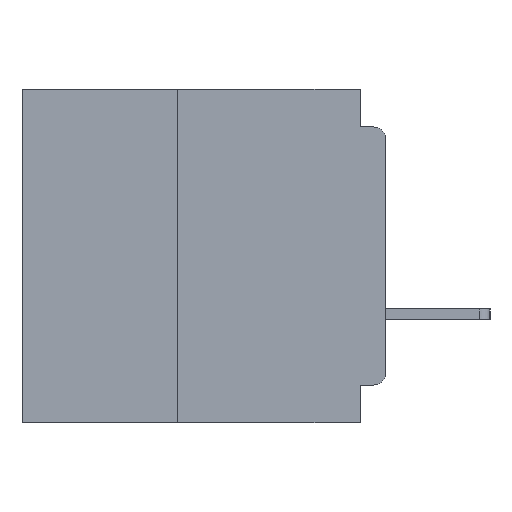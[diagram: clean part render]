
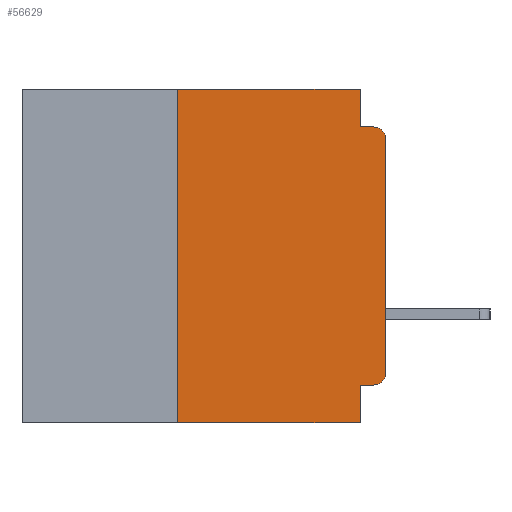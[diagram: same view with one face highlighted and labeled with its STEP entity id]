
A CAD part, left-side view. The second image highlights one B-rep face of the part: STEP entity #56629.
In plain terms, the highlighted planar face has unit normal (-1, 0, 0).
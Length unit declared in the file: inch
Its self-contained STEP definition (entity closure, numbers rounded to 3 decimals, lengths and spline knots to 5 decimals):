
#359 = EDGE_CURVE ( 'NONE', #56674, #61018, #59261, .T. ) ;
#1132 = DIRECTION ( 'NONE',  ( 0., 0., -1. ) ) ;
#3131 = EDGE_CURVE ( 'NONE', #9462, #5000, #9431, .T. ) ;
#3414 = EDGE_CURVE ( 'NONE', #13168, #24964, #20187, .T. ) ;
#4076 = VERTEX_POINT ( 'NONE', #63571 ) ;
#4666 = EDGE_CURVE ( 'NONE', #61018, #62168, #22418, .T. ) ;
#4877 = CARTESIAN_POINT ( 'NONE',  ( 0., 0., -0.355 ) ) ;
#5000 = VERTEX_POINT ( 'NONE', #7407 ) ;
#5542 = CARTESIAN_POINT ( 'NONE',  ( 0., 0.031, -0.045 ) ) ;
#5718 = CARTESIAN_POINT ( 'NONE',  ( 0., 0.031, -0.4 ) ) ;
#6576 = VECTOR ( 'NONE', #50626, 39.37008 ) ;
#6891 = VECTOR ( 'NONE', #48036, 39.37008 ) ;
#7407 = CARTESIAN_POINT ( 'NONE',  ( 0., 0.031, -0.4 ) ) ;
#8941 = ORIENTED_EDGE ( 'NONE', *, *, #18813, .T. ) ;
#9181 = VECTOR ( 'NONE', #59197, 39.37008 ) ;
#9431 = LINE ( 'NONE', #5718, #21114 ) ;
#9462 = VERTEX_POINT ( 'NONE', #63891 ) ;
#9911 = DIRECTION ( 'NONE',  ( 0., 1., 0. ) ) ;
#13168 = VERTEX_POINT ( 'NONE', #43156 ) ;
#13233 = CARTESIAN_POINT ( 'NONE',  ( 0., 0., -0.045 ) ) ;
#14411 = VECTOR ( 'NONE', #18244, 39.37008 ) ;
#15543 = ORIENTED_EDGE ( 'NONE', *, *, #49189, .F. ) ;
#16870 = CARTESIAN_POINT ( 'NONE',  ( 0., 0.015, -0.06 ) ) ;
#17079 = VERTEX_POINT ( 'NONE', #50163 ) ;
#17154 = ORIENTED_EDGE ( 'NONE', *, *, #3131, .F. ) ;
#17510 = PLANE ( 'NONE',  #18055 ) ;
#18055 = AXIS2_PLACEMENT_3D ( 'NONE', #27423, #62008, #32432 ) ;
#18244 = DIRECTION ( 'NONE',  ( 0., -1., 0. ) ) ;
#18813 = EDGE_CURVE ( 'NONE', #17079, #5000, #23334, .T. ) ;
#20187 = LINE ( 'NONE', #52990, #6891 ) ;
#20256 = EDGE_CURVE ( 'NONE', #27516, #9462, #27024, .T. ) ;
#21114 = VECTOR ( 'NONE', #60075, 39.37008 ) ;
#21824 = VECTOR ( 'NONE', #43126, 39.37008 ) ;
#21831 = DIRECTION ( 'NONE',  ( 0., 0., -1. ) ) ;
#21974 = CIRCLE ( 'NONE', #33087, 0.015 ) ;
#22418 = LINE ( 'NONE', #44232, #9181 ) ;
#22863 = VECTOR ( 'NONE', #47402, 39.37008 ) ;
#23334 = LINE ( 'NONE', #38205, #21824 ) ;
#23590 = ORIENTED_EDGE ( 'NONE', *, *, #3414, .T. ) ;
#24964 = VERTEX_POINT ( 'NONE', #60705 ) ;
#27024 = LINE ( 'NONE', #4877, #51670 ) ;
#27423 = CARTESIAN_POINT ( 'NONE',  ( 0., 0.437, 0. ) ) ;
#27516 = VERTEX_POINT ( 'NONE', #60884 ) ;
#28321 = EDGE_CURVE ( 'NONE', #62168, #4076, #53764, .T. ) ;
#28883 = FACE_OUTER_BOUND ( 'NONE', #43565, .T. ) ;
#29921 = ORIENTED_EDGE ( 'NONE', *, *, #28321, .F. ) ;
#30901 = DIRECTION ( 'NONE',  ( -1., 0., 0. ) ) ;
#32432 = DIRECTION ( 'NONE',  ( 0., 0., -1. ) ) ;
#33087 = AXIS2_PLACEMENT_3D ( 'NONE', #60485, #30901, #1132 ) ;
#35153 = AXIS2_PLACEMENT_3D ( 'NONE', #16870, #51324, #21831 ) ;
#38205 = CARTESIAN_POINT ( 'NONE',  ( 0., 0.437, -0.4 ) ) ;
#40927 = CARTESIAN_POINT ( 'NONE',  ( 0., 0.437, 0. ) ) ;
#42350 = ORIENTED_EDGE ( 'NONE', *, *, #359, .F. ) ;
#42452 = CARTESIAN_POINT ( 'NONE',  ( 0., 0.25, -0.4 ) ) ;
#42893 = EDGE_CURVE ( 'NONE', #24964, #4076, #48014, .T. ) ;
#43126 = DIRECTION ( 'NONE',  ( 0., -1., 0. ) ) ;
#43156 = CARTESIAN_POINT ( 'NONE',  ( 0., 0., -0.34 ) ) ;
#43565 = EDGE_LOOP ( 'NONE', ( #23590, #44887, #29921, #57831, #42350, #15543, #8941, #17154, #50479, #47676 ) ) ;
#44232 = CARTESIAN_POINT ( 'NONE',  ( 0., 0.031, 0. ) ) ;
#44887 = ORIENTED_EDGE ( 'NONE', *, *, #42893, .T. ) ;
#47402 = DIRECTION ( 'NONE',  ( 0., 0., 1. ) ) ;
#47676 = ORIENTED_EDGE ( 'NONE', *, *, #50794, .T. ) ;
#48014 = CIRCLE ( 'NONE', #35153, 0.015 ) ;
#48036 = DIRECTION ( 'NONE',  ( 0., 0., 1. ) ) ;
#49189 = EDGE_CURVE ( 'NONE', #17079, #56674, #62303, .T. ) ;
#50163 = CARTESIAN_POINT ( 'NONE',  ( 0., 0.25, -0.4 ) ) ;
#50479 = ORIENTED_EDGE ( 'NONE', *, *, #20256, .F. ) ;
#50626 = DIRECTION ( 'NONE',  ( 0., -1., 0. ) ) ;
#50794 = EDGE_CURVE ( 'NONE', #27516, #13168, #21974, .T. ) ;
#51324 = DIRECTION ( 'NONE',  ( -1., 0., 0. ) ) ;
#51670 = VECTOR ( 'NONE', #9911, 39.37008 ) ;
#52990 = CARTESIAN_POINT ( 'NONE',  ( 0., 0., 0. ) ) ;
#53764 = LINE ( 'NONE', #13233, #14411 ) ;
#55648 = CARTESIAN_POINT ( 'NONE',  ( 0., 0.031, 0. ) ) ;
#56629 = ADVANCED_FACE ( 'NONE', ( #28883 ), #17510, .F. ) ;
#56674 = VERTEX_POINT ( 'NONE', #62224 ) ;
#57831 = ORIENTED_EDGE ( 'NONE', *, *, #4666, .F. ) ;
#59197 = DIRECTION ( 'NONE',  ( 0., 0., -1. ) ) ;
#59261 = LINE ( 'NONE', #40927, #6576 ) ;
#60075 = DIRECTION ( 'NONE',  ( 0., 0., -1. ) ) ;
#60485 = CARTESIAN_POINT ( 'NONE',  ( 0., 0.015, -0.34 ) ) ;
#60705 = CARTESIAN_POINT ( 'NONE',  ( 0., 0., -0.06 ) ) ;
#60884 = CARTESIAN_POINT ( 'NONE',  ( 0., 0.015, -0.355 ) ) ;
#61018 = VERTEX_POINT ( 'NONE', #55648 ) ;
#62008 = DIRECTION ( 'NONE',  ( 1., 0., 0. ) ) ;
#62168 = VERTEX_POINT ( 'NONE', #5542 ) ;
#62224 = CARTESIAN_POINT ( 'NONE',  ( 0., 0.25, 0. ) ) ;
#62303 = LINE ( 'NONE', #42452, #22863 ) ;
#63571 = CARTESIAN_POINT ( 'NONE',  ( 0., 0.015, -0.045 ) ) ;
#63891 = CARTESIAN_POINT ( 'NONE',  ( 0., 0.031, -0.355 ) ) ;
